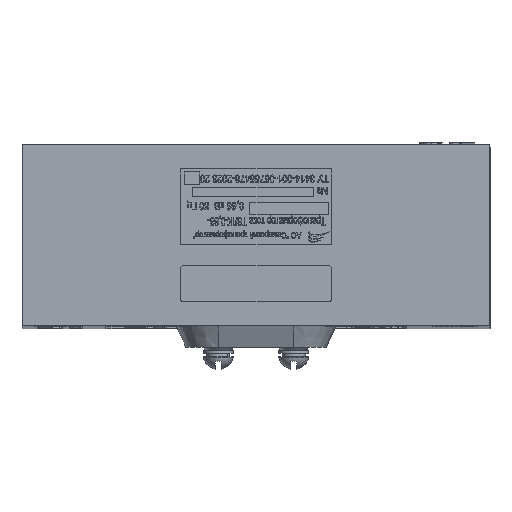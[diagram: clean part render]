
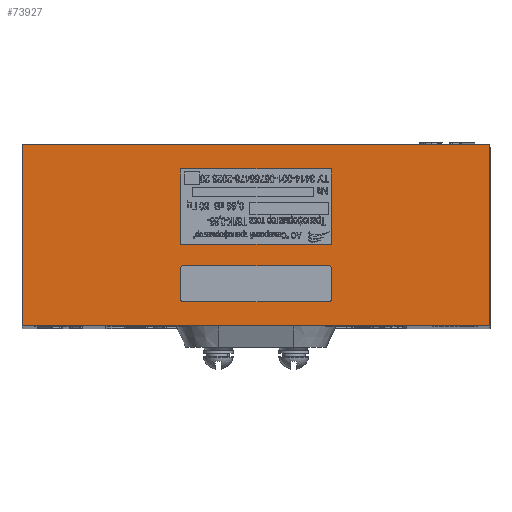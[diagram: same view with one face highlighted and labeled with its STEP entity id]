
A CAD part, top view. The second image highlights one B-rep face of the part: STEP entity #73927.
In plain terms, the highlighted face is planar.
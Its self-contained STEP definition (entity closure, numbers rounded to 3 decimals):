
#3 = CARTESIAN_POINT ( 'NONE',  ( 12.5, 273., 60. ) ) ;
#738 = CARTESIAN_POINT ( 'NONE',  ( -77.5, 273., 0. ) ) ;
#1049 = CARTESIAN_POINT ( 'NONE',  ( -77.5, 273., 60. ) ) ;
#2163 = VECTOR ( 'NONE', #9727, 1000. ) ;
#2564 = VECTOR ( 'NONE', #49443, 1000. ) ;
#2903 = VECTOR ( 'NONE', #84672, 1000. ) ;
#9727 = DIRECTION ( 'NONE',  ( -1., 0., 0. ) ) ;
#10029 = EDGE_CURVE ( 'NONE', #17690, #80879, #61308, .T. ) ;
#10366 = LINE ( 'NONE', #738, #89143 ) ;
#11420 = DIRECTION ( 'NONE',  ( 0., -1., 0. ) ) ;
#12321 = ORIENTED_EDGE ( 'NONE', *, *, #38046, .F. ) ;
#12614 = AXIS2_PLACEMENT_3D ( 'NONE', #81036, #11420, #50714 ) ;
#15176 = CARTESIAN_POINT ( 'NONE',  ( -77.5, 273., 60. ) ) ;
#16675 = CARTESIAN_POINT ( 'NONE',  ( -77.5, 273., 60. ) ) ;
#17690 = VERTEX_POINT ( 'NONE', #51078 ) ;
#23542 = EDGE_CURVE ( 'NONE', #24922, #46780, #85158, .T. ) ;
#24290 = DIRECTION ( 'NONE',  ( 0., 0., -1. ) ) ;
#24922 = VERTEX_POINT ( 'NONE', #15176 ) ;
#26672 = CARTESIAN_POINT ( 'NONE',  ( -77.5, 273., 60. ) ) ;
#34231 = VERTEX_POINT ( 'NONE', #3 ) ;
#35262 = EDGE_CURVE ( 'NONE', #17690, #34231, #83280, .T. ) ;
#38046 = EDGE_CURVE ( 'NONE', #84518, #24922, #81263, .T. ) ;
#39412 = LINE ( 'NONE', #78104, #59737 ) ;
#40124 = DIRECTION ( 'NONE',  ( -1., 0., 0. ) ) ;
#43022 = PLANE ( 'NONE',  #12614 ) ;
#44553 = VECTOR ( 'NONE', #24290, 1000. ) ;
#46175 = CARTESIAN_POINT ( 'NONE',  ( -12.5, 273., 60. ) ) ;
#46780 = VERTEX_POINT ( 'NONE', #59741 ) ;
#46995 = EDGE_CURVE ( 'NONE', #80879, #46780, #10366, .T. ) ;
#47286 = CARTESIAN_POINT ( 'NONE',  ( 77.5, 273., 60. ) ) ;
#49443 = DIRECTION ( 'NONE',  ( -1., 0., 0. ) ) ;
#49783 = EDGE_LOOP ( 'NONE', ( #59826, #93718, #12321, #54365, #81095, #68054 ) ) ;
#50714 = DIRECTION ( 'NONE',  ( 0., 0., -1. ) ) ;
#51078 = CARTESIAN_POINT ( 'NONE',  ( 77.5, 273., 60. ) ) ;
#54365 = ORIENTED_EDGE ( 'NONE', *, *, #98012, .F. ) ;
#59737 = VECTOR ( 'NONE', #40124, 1000. ) ;
#59741 = CARTESIAN_POINT ( 'NONE',  ( -77.5, 273., 0. ) ) ;
#59826 = ORIENTED_EDGE ( 'NONE', *, *, #46995, .T. ) ;
#61308 = LINE ( 'NONE', #47286, #2903 ) ;
#68054 = ORIENTED_EDGE ( 'NONE', *, *, #10029, .T. ) ;
#73927 = ADVANCED_FACE ( 'NONE', ( #80130 ), #43022, .F. ) ;
#77010 = DIRECTION ( 'NONE',  ( -1., 0., 0. ) ) ;
#78104 = CARTESIAN_POINT ( 'NONE',  ( -12.5, 273., 60. ) ) ;
#80130 = FACE_OUTER_BOUND ( 'NONE', #49783, .T. ) ;
#80879 = VERTEX_POINT ( 'NONE', #91407 ) ;
#81036 = CARTESIAN_POINT ( 'NONE',  ( -77.5, 273., 60. ) ) ;
#81095 = ORIENTED_EDGE ( 'NONE', *, *, #35262, .F. ) ;
#81263 = LINE ( 'NONE', #26672, #2564 ) ;
#83280 = LINE ( 'NONE', #16675, #2163 ) ;
#84518 = VERTEX_POINT ( 'NONE', #46175 ) ;
#84672 = DIRECTION ( 'NONE',  ( 0., 0., -1. ) ) ;
#85158 = LINE ( 'NONE', #1049, #44553 ) ;
#89143 = VECTOR ( 'NONE', #77010, 1000. ) ;
#91407 = CARTESIAN_POINT ( 'NONE',  ( 77.5, 273., 0. ) ) ;
#93718 = ORIENTED_EDGE ( 'NONE', *, *, #23542, .F. ) ;
#98012 = EDGE_CURVE ( 'NONE', #34231, #84518, #39412, .T. ) ;
